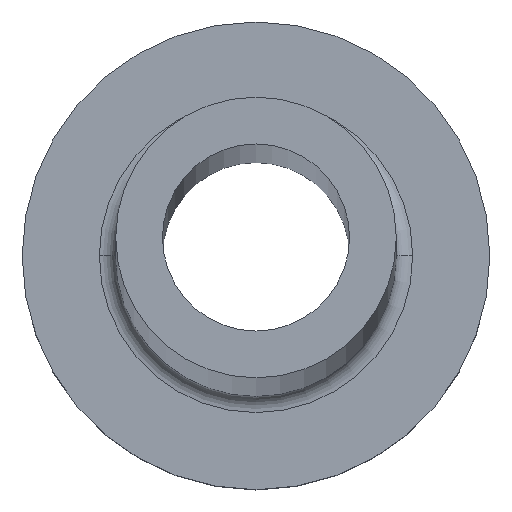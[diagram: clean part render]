
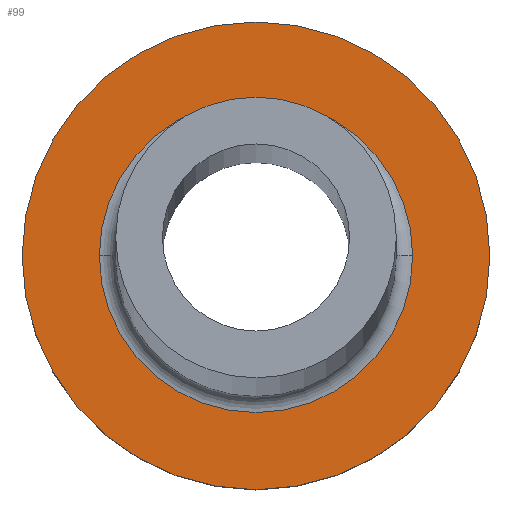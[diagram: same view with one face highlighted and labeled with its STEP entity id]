
A CAD part, top view. The second image highlights one B-rep face of the part: STEP entity #99.
In plain terms, the highlighted planar face has unit normal (0, 0, 1).
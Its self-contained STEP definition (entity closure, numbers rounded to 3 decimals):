
#2 = FACE_BOUND ( 'NONE', #51, .T. ) ;
#6 = CARTESIAN_POINT ( 'NONE',  ( 0., 0., 7. ) ) ;
#7 = DIRECTION ( 'NONE',  ( 0., 0., 1. ) ) ;
#27 = AXIS2_PLACEMENT_3D ( 'NONE', #6, #233, #352 ) ;
#51 = EDGE_LOOP ( 'NONE', ( #239, #362 ) ) ;
#54 = PLANE ( 'NONE',  #159 ) ;
#59 = DIRECTION ( 'NONE',  ( 0., 0., 1. ) ) ;
#67 = AXIS2_PLACEMENT_3D ( 'NONE', #153, #7, #358 ) ;
#87 = CIRCLE ( 'NONE', #27, 10. ) ;
#99 = ADVANCED_FACE ( 'NONE', ( #2, #264 ), #54, .T. ) ;
#101 = CIRCLE ( 'NONE', #312, 6.7 ) ;
#126 = EDGE_CURVE ( 'NONE', #368, #245, #87, .T. ) ;
#129 = CARTESIAN_POINT ( 'NONE',  ( 0., 0., 7. ) ) ;
#134 = VERTEX_POINT ( 'NONE', #210 ) ;
#143 = VERTEX_POINT ( 'NONE', #291 ) ;
#144 = AXIS2_PLACEMENT_3D ( 'NONE', #129, #340, #157 ) ;
#153 = CARTESIAN_POINT ( 'NONE',  ( 0., 0., 7. ) ) ;
#155 = CARTESIAN_POINT ( 'NONE',  ( 10., 0., 7. ) ) ;
#157 = DIRECTION ( 'NONE',  ( 1., 0., 0. ) ) ;
#159 = AXIS2_PLACEMENT_3D ( 'NONE', #229, #59, #205 ) ;
#186 = DIRECTION ( 'NONE',  ( 0., 0., -1. ) ) ;
#200 = ORIENTED_EDGE ( 'NONE', *, *, #126, .T. ) ;
#205 = DIRECTION ( 'NONE',  ( 1., 0., 0. ) ) ;
#210 = CARTESIAN_POINT ( 'NONE',  ( -6.7, 0., 7. ) ) ;
#228 = EDGE_LOOP ( 'NONE', ( #315, #200 ) ) ;
#229 = CARTESIAN_POINT ( 'NONE',  ( 0., 0., 7. ) ) ;
#233 = DIRECTION ( 'NONE',  ( 0., 0., 1. ) ) ;
#239 = ORIENTED_EDGE ( 'NONE', *, *, #242, .T. ) ;
#242 = EDGE_CURVE ( 'NONE', #143, #134, #310, .T. ) ;
#243 = CARTESIAN_POINT ( 'NONE',  ( 0., 0., 7. ) ) ;
#245 = VERTEX_POINT ( 'NONE', #332 ) ;
#264 = FACE_OUTER_BOUND ( 'NONE', #228, .T. ) ;
#291 = CARTESIAN_POINT ( 'NONE',  ( 6.7, 0., 7. ) ) ;
#298 = EDGE_CURVE ( 'NONE', #134, #143, #101, .T. ) ;
#304 = CIRCLE ( 'NONE', #67, 10. ) ;
#310 = CIRCLE ( 'NONE', #144, 6.7 ) ;
#312 = AXIS2_PLACEMENT_3D ( 'NONE', #243, #186, #364 ) ;
#315 = ORIENTED_EDGE ( 'NONE', *, *, #342, .T. ) ;
#332 = CARTESIAN_POINT ( 'NONE',  ( -10., 0., 7. ) ) ;
#340 = DIRECTION ( 'NONE',  ( 0., 0., -1. ) ) ;
#342 = EDGE_CURVE ( 'NONE', #245, #368, #304, .T. ) ;
#352 = DIRECTION ( 'NONE',  ( 1., 0., 0. ) ) ;
#358 = DIRECTION ( 'NONE',  ( 1., 0., 0. ) ) ;
#362 = ORIENTED_EDGE ( 'NONE', *, *, #298, .T. ) ;
#364 = DIRECTION ( 'NONE',  ( 1., 0., 0. ) ) ;
#368 = VERTEX_POINT ( 'NONE', #155 ) ;
